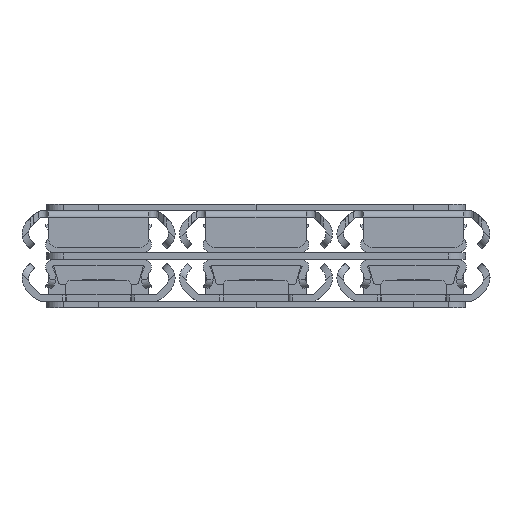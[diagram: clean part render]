
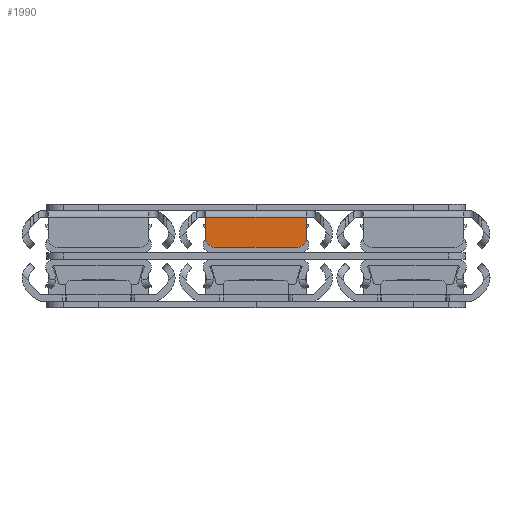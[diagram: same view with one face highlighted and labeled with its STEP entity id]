
A CAD part, left-side view. The second image highlights one B-rep face of the part: STEP entity #1990.
In plain terms, the highlighted face is planar.
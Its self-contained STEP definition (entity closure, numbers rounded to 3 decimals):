
#126 = VECTOR ( 'NONE', #282, 1000. ) ;
#203 = CARTESIAN_POINT ( 'NONE',  ( 0., -11.5, -508. ) ) ;
#282 = DIRECTION ( 'NONE',  ( 0., -1., 0. ) ) ;
#373 = VERTEX_POINT ( 'NONE', #203 ) ;
#684 = DIRECTION ( 'NONE',  ( 1., 0., 0. ) ) ;
#729 = CARTESIAN_POINT ( 'NONE',  ( 4.9, 9.5, -508. ) ) ;
#930 = CARTESIAN_POINT ( 'NONE',  ( 0., 0., -508. ) ) ;
#957 = ORIENTED_EDGE ( 'NONE', *, *, #3250, .F. ) ;
#1004 = CARTESIAN_POINT ( 'NONE',  ( 0., 11.5, -508. ) ) ;
#1051 = DIRECTION ( 'NONE',  ( -1., 0., 0. ) ) ;
#1329 = CIRCLE ( 'NONE', #1466, 2. ) ;
#1398 = CARTESIAN_POINT ( 'NONE',  ( 4.9, 11.5, -508. ) ) ;
#1466 = AXIS2_PLACEMENT_3D ( 'NONE', #729, #5065, #5040 ) ;
#1479 = CARTESIAN_POINT ( 'NONE',  ( -2.5, 11.5, -508. ) ) ;
#1548 = ORIENTED_EDGE ( 'NONE', *, *, #4022, .T. ) ;
#1588 = EDGE_LOOP ( 'NONE', ( #7720, #7556, #957, #4232, #2887, #1548 ) ) ;
#1603 = VERTEX_POINT ( 'NONE', #2857 ) ;
#1608 = EDGE_CURVE ( 'NONE', #7016, #3870, #7769, .T. ) ;
#1990 = ADVANCED_FACE ( 'NONE', ( #5426 ), #6294, .F. ) ;
#2173 = VECTOR ( 'NONE', #6885, 1000. ) ;
#2261 = LINE ( 'NONE', #1479, #6927 ) ;
#2510 = DIRECTION ( 'NONE',  ( 0., 0., 1. ) ) ;
#2857 = CARTESIAN_POINT ( 'NONE',  ( 6.9, 9.5, -508. ) ) ;
#2887 = ORIENTED_EDGE ( 'NONE', *, *, #1608, .F. ) ;
#3250 = EDGE_CURVE ( 'NONE', #1603, #4769, #1329, .T. ) ;
#3509 = DIRECTION ( 'NONE',  ( 0., 0., 1. ) ) ;
#3549 = CARTESIAN_POINT ( 'NONE',  ( -2.5, -11.5, -508. ) ) ;
#3870 = VERTEX_POINT ( 'NONE', #5306 ) ;
#4022 = EDGE_CURVE ( 'NONE', #7016, #373, #7723, .T. ) ;
#4192 = DIRECTION ( 'NONE',  ( 1., 0., 0. ) ) ;
#4196 = AXIS2_PLACEMENT_3D ( 'NONE', #7244, #3509, #4192 ) ;
#4232 = ORIENTED_EDGE ( 'NONE', *, *, #5229, .F. ) ;
#4769 = VERTEX_POINT ( 'NONE', #1398 ) ;
#4983 = CARTESIAN_POINT ( 'NONE',  ( 1.5, 12.665, -508. ) ) ;
#5040 = DIRECTION ( 'NONE',  ( -1., 0., 0. ) ) ;
#5065 = DIRECTION ( 'NONE',  ( 0., 0., 1. ) ) ;
#5077 = CARTESIAN_POINT ( 'NONE',  ( 6.9, 0., -508. ) ) ;
#5229 = EDGE_CURVE ( 'NONE', #3870, #1603, #5859, .T. ) ;
#5306 = CARTESIAN_POINT ( 'NONE',  ( 6.9, -9.5, -508. ) ) ;
#5411 = EDGE_CURVE ( 'NONE', #6634, #4769, #2261, .T. ) ;
#5426 = FACE_OUTER_BOUND ( 'NONE', #1588, .T. ) ;
#5555 = LINE ( 'NONE', #930, #126 ) ;
#5567 = EDGE_CURVE ( 'NONE', #6634, #373, #5555, .T. ) ;
#5859 = LINE ( 'NONE', #5077, #2173 ) ;
#6260 = VECTOR ( 'NONE', #1051, 1000. ) ;
#6294 = PLANE ( 'NONE',  #8035 ) ;
#6517 = DIRECTION ( 'NONE',  ( 1., 0., 0. ) ) ;
#6634 = VERTEX_POINT ( 'NONE', #1004 ) ;
#6885 = DIRECTION ( 'NONE',  ( 0., 1., 0. ) ) ;
#6927 = VECTOR ( 'NONE', #6517, 1000. ) ;
#7016 = VERTEX_POINT ( 'NONE', #7088 ) ;
#7088 = CARTESIAN_POINT ( 'NONE',  ( 4.9, -11.5, -508. ) ) ;
#7244 = CARTESIAN_POINT ( 'NONE',  ( 4.9, -9.5, -508. ) ) ;
#7556 = ORIENTED_EDGE ( 'NONE', *, *, #5411, .T. ) ;
#7720 = ORIENTED_EDGE ( 'NONE', *, *, #5567, .F. ) ;
#7723 = LINE ( 'NONE', #3549, #6260 ) ;
#7769 = CIRCLE ( 'NONE', #4196, 2. ) ;
#8035 = AXIS2_PLACEMENT_3D ( 'NONE', #4983, #2510, #684 ) ;
